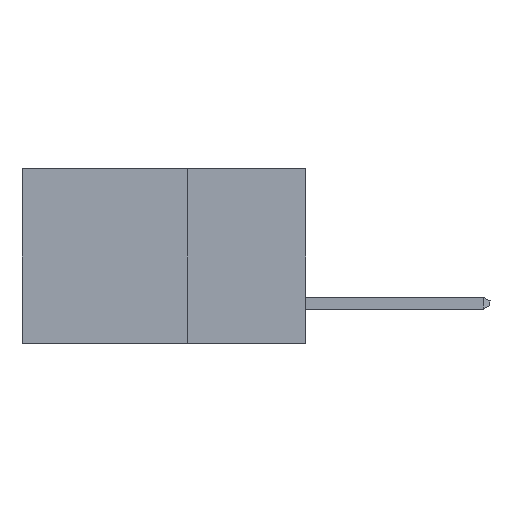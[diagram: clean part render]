
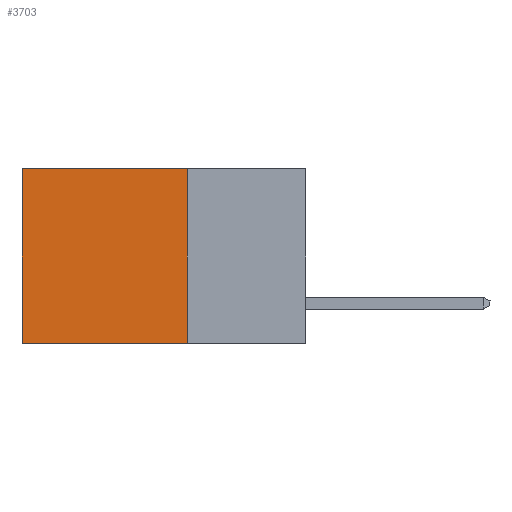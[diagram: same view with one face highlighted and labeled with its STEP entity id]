
A CAD part, left-side view. The second image highlights one B-rep face of the part: STEP entity #3703.
In plain terms, the highlighted planar face has unit normal (-1, 0, 0).
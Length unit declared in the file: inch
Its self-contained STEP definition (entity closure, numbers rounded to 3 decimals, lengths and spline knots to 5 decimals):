
#2 = PLANE ( 'NONE',  #3601 ) ;
#1217 = ORIENTED_EDGE ( 'NONE', *, *, #11092, .F. ) ;
#1451 = LINE ( 'NONE', #7064, #11307 ) ;
#3601 = AXIS2_PLACEMENT_3D ( 'NONE', #6077, #19387, #16598 ) ;
#3703 = ADVANCED_FACE ( 'NONE', ( #16318 ), #2, .F. ) ;
#4101 = CARTESIAN_POINT ( 'NONE',  ( 0.2615, 0.25, -0.37 ) ) ;
#5279 = ORIENTED_EDGE ( 'NONE', *, *, #14942, .F. ) ;
#5283 = DIRECTION ( 'NONE',  ( 0., 0., -1. ) ) ;
#6077 = CARTESIAN_POINT ( 'NONE',  ( 0.2615, 0.25, -0.37 ) ) ;
#6081 = VERTEX_POINT ( 'NONE', #14015 ) ;
#7064 = CARTESIAN_POINT ( 'NONE',  ( 0.2615, 0.25, -0.37 ) ) ;
#7170 = CARTESIAN_POINT ( 'NONE',  ( 0.2615, 0.25, 0. ) ) ;
#8526 = DIRECTION ( 'NONE',  ( 0., 1., 0. ) ) ;
#9098 = VERTEX_POINT ( 'NONE', #9137 ) ;
#9137 = CARTESIAN_POINT ( 'NONE',  ( 0.2615, 0.6, 0. ) ) ;
#10035 = VERTEX_POINT ( 'NONE', #12663 ) ;
#11092 = EDGE_CURVE ( 'NONE', #6081, #10035, #1451, .T. ) ;
#11307 = VECTOR ( 'NONE', #8526, 39.37008 ) ;
#11434 = EDGE_CURVE ( 'NONE', #9098, #10035, #15876, .T. ) ;
#11461 = DIRECTION ( 'NONE',  ( 0., 0., -1. ) ) ;
#11563 = CARTESIAN_POINT ( 'NONE',  ( 0.2615, 0.6, -0.37 ) ) ;
#12075 = VECTOR ( 'NONE', #5283, 39.37008 ) ;
#12166 = VERTEX_POINT ( 'NONE', #16518 ) ;
#12663 = CARTESIAN_POINT ( 'NONE',  ( 0.2615, 0.6, -0.37 ) ) ;
#12896 = DIRECTION ( 'NONE',  ( 0., 1., 0. ) ) ;
#13834 = ORIENTED_EDGE ( 'NONE', *, *, #11434, .T. ) ;
#14015 = CARTESIAN_POINT ( 'NONE',  ( 0.2615, 0.25, -0.37 ) ) ;
#14278 = ORIENTED_EDGE ( 'NONE', *, *, #16283, .T. ) ;
#14454 = LINE ( 'NONE', #7170, #18037 ) ;
#14542 = LINE ( 'NONE', #4101, #12075 ) ;
#14942 = EDGE_CURVE ( 'NONE', #12166, #6081, #14542, .T. ) ;
#15876 = LINE ( 'NONE', #11563, #16010 ) ;
#16010 = VECTOR ( 'NONE', #11461, 39.37008 ) ;
#16283 = EDGE_CURVE ( 'NONE', #12166, #9098, #14454, .T. ) ;
#16318 = FACE_OUTER_BOUND ( 'NONE', #17473, .T. ) ;
#16518 = CARTESIAN_POINT ( 'NONE',  ( 0.2615, 0.25, 0. ) ) ;
#16598 = DIRECTION ( 'NONE',  ( 0., 0., -1. ) ) ;
#17473 = EDGE_LOOP ( 'NONE', ( #13834, #1217, #5279, #14278 ) ) ;
#18037 = VECTOR ( 'NONE', #12896, 39.37008 ) ;
#19387 = DIRECTION ( 'NONE',  ( 1., 0., 0. ) ) ;
